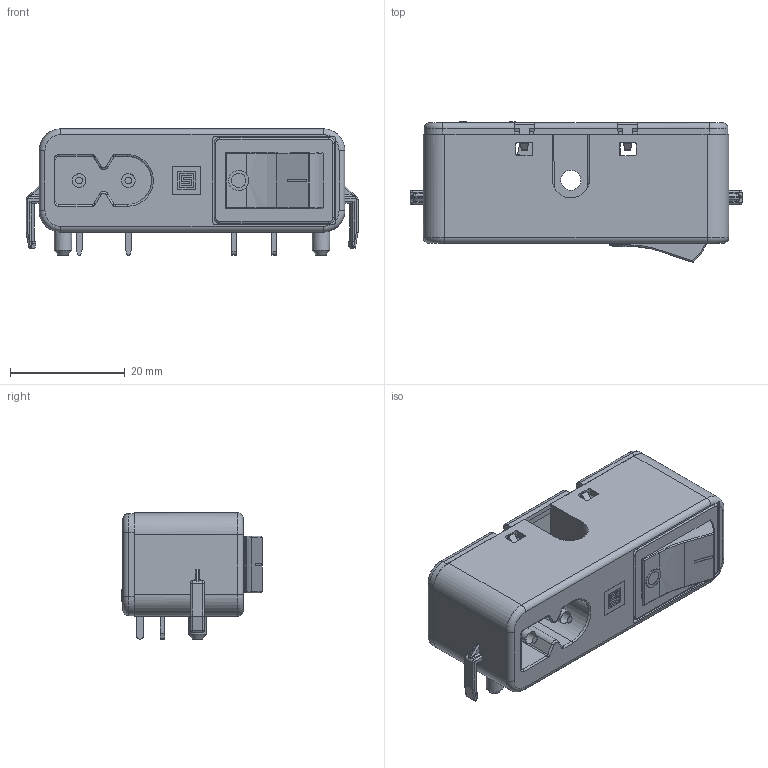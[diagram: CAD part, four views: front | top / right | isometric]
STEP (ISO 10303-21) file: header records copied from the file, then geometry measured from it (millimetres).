
FILE_DESCRIPTION(/* description */ ('STEP AP214'),/* implementation_level */ '2;1');
FILE_NAME(/* name */ 'e_0100.1908d005-recenter.stp',/* time_stamp */ '2020-04-14T18:16:59-04:00',/* author */ ('huesof'),/* organization */ ('SCHURTER AG'),/* preprocessor_version */ 'ST-DEVELOPER v18',/* originating_system */ 'Autodesk Inventor 2020',/* authorisation */ '');
FILE_SCHEMA (('AUTOMOTIVE_DESIGN { 1 0 10303 214 3 1 1 }'));
Length unit declared in the file: millimetre
Products named in the file (1): e_0100.1908d005-recenter
Bounding box: 57.9 x 24.5 x 22.01 mm (x, y, z)
Volume: 10229.7 mm3; surface area: 12433.2 mm2
Topology: 1 solids, 3 shells, 1027 faces, 2788 edges, 1785 vertices
Faces by surface type: plane 556, cylinder 277, bspline 127, torus 39, sphere 16, cone 12
Full cylindrical faces by diameter (mm): 2.36 x2, 2.5 x1, 2.6 x2, 2.8 x2, 3 x2, 3.4 x2, 3.5 x4, 6 x3
Entity records: 35830 total; most frequent: CARTESIAN_POINT 10181, ORIENTED_EDGE 5552, DIRECTION 5048, EDGE_CURVE 2776, LINE 1842, VECTOR 1842, VERTEX_POINT 1785, AXIS2_PLACEMENT_3D 1603
